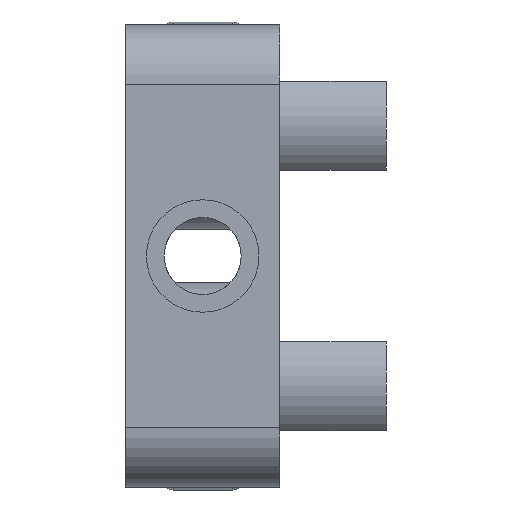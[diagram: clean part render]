
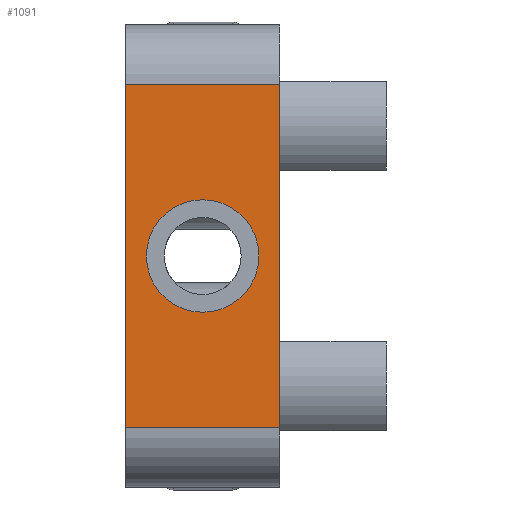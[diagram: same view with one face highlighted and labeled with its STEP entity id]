
A CAD part, left-side view. The second image highlights one B-rep face of the part: STEP entity #1091.
In plain terms, the highlighted planar face has unit normal (-1, 0, 0).
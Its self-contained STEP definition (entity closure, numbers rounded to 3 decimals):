
#24=FACE_BOUND('',#305,.T.);
#148=CIRCLE('',#1245,6.5);
#232=FACE_OUTER_BOUND('',#304,.T.);
#304=EDGE_LOOP('',(#972,#973,#974,#975));
#305=EDGE_LOOP('',(#976));
#338=LINE('',#1758,#394);
#348=LINE('',#1848,#404);
#368=LINE('',#2088,#424);
#369=LINE('',#2090,#425);
#394=VECTOR('',#1403,10.);
#404=VECTOR('',#1489,10.);
#424=VECTOR('',#1599,10.);
#425=VECTOR('',#1602,10.);
#466=VERTEX_POINT('',#1755);
#467=VERTEX_POINT('',#1757);
#498=VERTEX_POINT('',#1845);
#499=VERTEX_POINT('',#1847);
#526=VERTEX_POINT('',#2057);
#588=EDGE_CURVE('',#466,#467,#338,.T.);
#628=EDGE_CURVE('',#498,#499,#348,.T.);
#671=EDGE_CURVE('',#526,#526,#148,.T.);
#687=EDGE_CURVE('',#467,#498,#368,.T.);
#688=EDGE_CURVE('',#499,#466,#369,.T.);
#972=ORIENTED_EDGE('',*,*,#687,.F.);
#973=ORIENTED_EDGE('',*,*,#588,.F.);
#974=ORIENTED_EDGE('',*,*,#688,.F.);
#975=ORIENTED_EDGE('',*,*,#628,.F.);
#976=ORIENTED_EDGE('',*,*,#671,.T.);
#1034=PLANE('',#1258);
#1091=ADVANCED_FACE('',(#232,#24),#1034,.T.);
#1245=AXIS2_PLACEMENT_3D('',#2059,#1563,#1564);
#1258=AXIS2_PLACEMENT_3D('',#2089,#1600,#1601);
#1403=DIRECTION('',(0.,0.,-1.));
#1489=DIRECTION('',(0.,0.,1.));
#1563=DIRECTION('center_axis',(1.,0.,0.));
#1564=DIRECTION('ref_axis',(0.,0.,-1.));
#1599=DIRECTION('',(0.,1.,0.));
#1600=DIRECTION('center_axis',(-1.,0.,0.));
#1601=DIRECTION('ref_axis',(0.,0.,1.));
#1602=DIRECTION('',(0.,-1.,0.));
#1755=CARTESIAN_POINT('',(-26.,0.,29.));
#1757=CARTESIAN_POINT('',(-26.,0.,-29.));
#1758=CARTESIAN_POINT('',(-26.,0.,39.));
#1845=CARTESIAN_POINT('',(-26.,26.,-29.));
#1847=CARTESIAN_POINT('',(-26.,26.,29.));
#1848=CARTESIAN_POINT('',(-26.,26.,39.));
#2057=CARTESIAN_POINT('',(-26.,13.,6.5));
#2059=CARTESIAN_POINT('Origin',(-26.,13.,0.));
#2088=CARTESIAN_POINT('',(-26.,0.,-29.));
#2089=CARTESIAN_POINT('Origin',(-26.,0.,-39.));
#2090=CARTESIAN_POINT('',(-26.,0.,29.));
